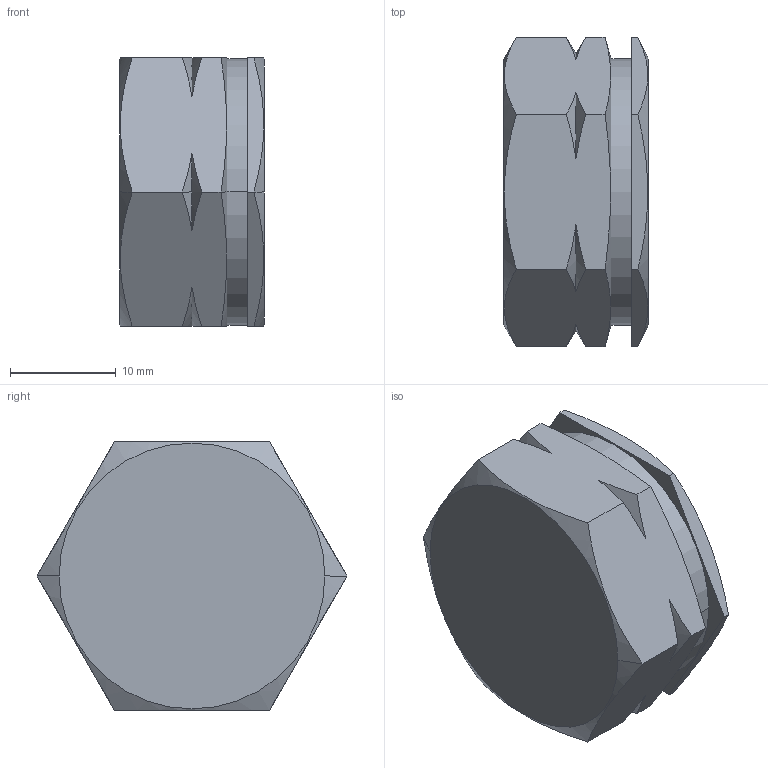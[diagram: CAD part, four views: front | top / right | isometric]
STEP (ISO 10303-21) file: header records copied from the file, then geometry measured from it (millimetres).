
FILE_DESCRIPTION (( 'STEP AP203' ), '1' );
FILE_NAME ('CAP-33CH.STEP', '2025-08-20T14:14:50', ( '' ), ( '' ), 'SwSTEP 2.0', 'SolidWorks 2018', '' );
FILE_SCHEMA (( 'CONFIG_CONTROL_DESIGN' ));
Length unit declared in the file: inch
Products named in the file (1): CAP-33CH
Bounding box: 13.72 x 29.33 x 25.4 mm (x, y, z)
Volume: 3960 mm3; surface area: 3325.9 mm2
Topology: 2 solids, 2 shells, 56 faces, 214 edges, 164 vertices
Faces by surface type: cone 22, plane 17, cylinder 13, bspline 4
Entity records: 5366 total; most frequent: CARTESIAN_POINT 3707, ORIENTED_EDGE 428, EDGE_CURVE 214, DIRECTION 200, VERTEX_POINT 164, B_SPLINE_CURVE_WITH_KNOTS 141, AXIS2_PLACEMENT_3D 74, EDGE_LOOP 58
